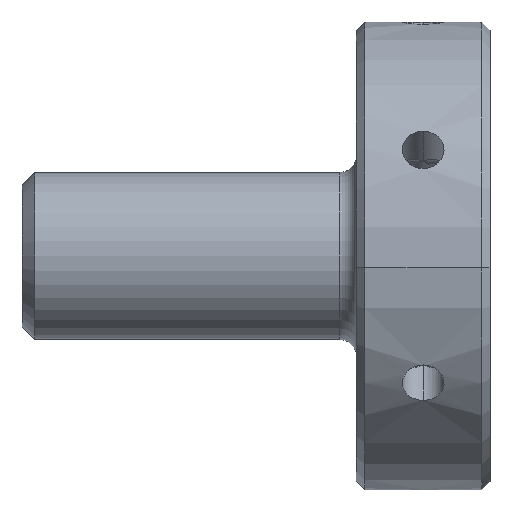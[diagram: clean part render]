
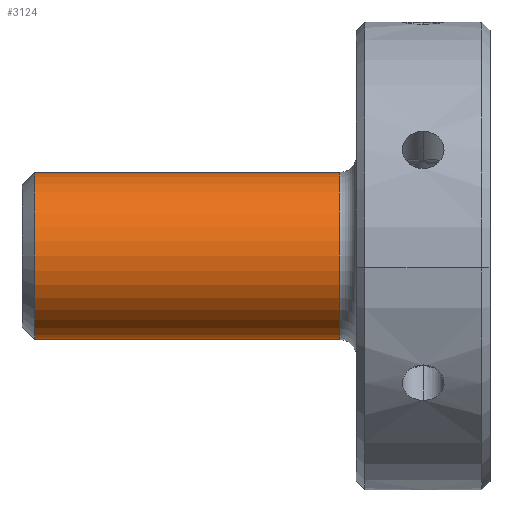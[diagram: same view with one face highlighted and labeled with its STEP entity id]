
A CAD part, front view. The second image highlights one B-rep face of the part: STEP entity #3124.
In plain terms, the highlighted cylindrical face has radius 5 mm (diameter 10 mm), a partial arc.
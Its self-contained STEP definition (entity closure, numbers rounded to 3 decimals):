
#553 = CARTESIAN_POINT ( 'NONE',  ( -27.25, 0., 5. ) ) ;
#563 = CARTESIAN_POINT ( 'NONE',  ( -9., 0., 5. ) ) ;
#571 = CARTESIAN_POINT ( 'NONE',  ( -9., 0., -5. ) ) ;
#572 = CARTESIAN_POINT ( 'NONE',  ( -27.25, 0., -5. ) ) ;
#964 = CARTESIAN_POINT ( 'NONE',  ( -46.502, 0., 0. ) ) ;
#965 = DIRECTION ( 'NONE',  ( -1., 0., 0. ) ) ;
#973 = DIRECTION ( 'NONE',  ( 0., 0., 1. ) ) ;
#1076 = AXIS2_PLACEMENT_3D ( 'NONE', #964, #965, #973 ) ;
#1113 = AXIS2_PLACEMENT_3D ( 'NONE', #1760, #1761, #1762 ) ;
#1121 = AXIS2_PLACEMENT_3D ( 'NONE', #1792, #1793, #1794 ) ;
#1251 = FACE_OUTER_BOUND ( 'NONE', #2275, .T. ) ;
#1259 = CYLINDRICAL_SURFACE ( 'NONE', #1076, 5. ) ;
#1357 = CIRCLE ( 'NONE', #1113, 5. ) ;
#1365 = LINE ( 'NONE', #1774, #1368 ) ;
#1366 = LINE ( 'NONE', #1779, #1371 ) ;
#1368 = VECTOR ( 'NONE', #1763, 1000. ) ;
#1371 = VECTOR ( 'NONE', #1767, 1000. ) ;
#1377 = CIRCLE ( 'NONE', #1121, 5. ) ;
#1760 = CARTESIAN_POINT ( 'NONE',  ( -9., 0., 0. ) ) ;
#1761 = DIRECTION ( 'NONE',  ( -1., 0., 0. ) ) ;
#1762 = DIRECTION ( 'NONE',  ( 0., 0., 1. ) ) ;
#1763 = DIRECTION ( 'NONE',  ( -1., 0., 0. ) ) ;
#1767 = DIRECTION ( 'NONE',  ( -1., 0., 0. ) ) ;
#1774 = CARTESIAN_POINT ( 'NONE',  ( -46.502, 0., -5. ) ) ;
#1779 = CARTESIAN_POINT ( 'NONE',  ( -46.502, 0., 5. ) ) ;
#1792 = CARTESIAN_POINT ( 'NONE',  ( -27.25, 0., 0. ) ) ;
#1793 = DIRECTION ( 'NONE',  ( -1., 0., 0. ) ) ;
#1794 = DIRECTION ( 'NONE',  ( 0., 0., 1. ) ) ;
#2275 = EDGE_LOOP ( 'NONE', ( #3466, #3467, #3468, #3469 ) ) ;
#2768 = VERTEX_POINT ( 'NONE', #553 ) ;
#2778 = VERTEX_POINT ( 'NONE', #563 ) ;
#2786 = VERTEX_POINT ( 'NONE', #571 ) ;
#2787 = VERTEX_POINT ( 'NONE', #572 ) ;
#3124 = ADVANCED_FACE ( 'NONE', ( #1251 ), #1259, .T. ) ;
#3218 = EDGE_CURVE ( 'NONE', #2786, #2778, #1357, .T. ) ;
#3223 = EDGE_CURVE ( 'NONE', #2786, #2787, #1365, .T. ) ;
#3225 = EDGE_CURVE ( 'NONE', #2778, #2768, #1366, .T. ) ;
#3230 = EDGE_CURVE ( 'NONE', #2787, #2768, #1377, .T. ) ;
#3466 = ORIENTED_EDGE ( 'NONE', *, *, #3223, .F. ) ;
#3467 = ORIENTED_EDGE ( 'NONE', *, *, #3218, .T. ) ;
#3468 = ORIENTED_EDGE ( 'NONE', *, *, #3225, .T. ) ;
#3469 = ORIENTED_EDGE ( 'NONE', *, *, #3230, .F. ) ;
